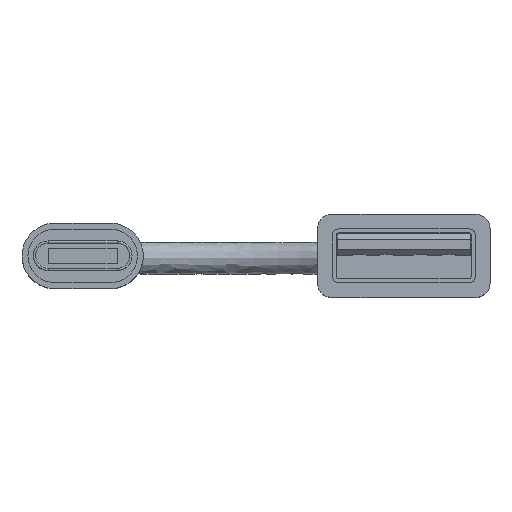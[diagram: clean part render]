
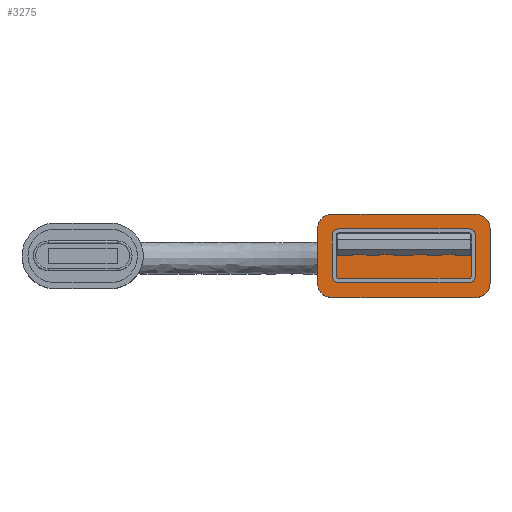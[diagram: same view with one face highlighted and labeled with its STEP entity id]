
A CAD part, top view. The second image highlights one B-rep face of the part: STEP entity #3275.
In plain terms, the highlighted planar face has unit normal (0, 0, 1).
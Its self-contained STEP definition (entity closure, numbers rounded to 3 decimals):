
#424=FACE_OUTER_BOUND('',#617,.T.);
#617=EDGE_LOOP('',(#2689,#2690,#2691,#2692,#2693,#2694,#2695,#2696));
#760=CIRCLE('',#3525,1.2);
#762=CIRCLE('',#3529,1.2);
#766=CIRCLE('',#3536,1.2);
#767=CIRCLE('',#3537,1.2);
#962=LINE('',#5188,#1264);
#973=LINE('',#5324,#1275);
#977=LINE('',#5336,#1279);
#981=LINE('',#5350,#1283);
#1264=VECTOR('',#4103,12.1);
#1275=VECTOR('',#4122,4.6);
#1279=VECTOR('',#4134,12.1);
#1283=VECTOR('',#4148,4.6);
#1550=VERTEX_POINT('',#5186);
#1551=VERTEX_POINT('',#5187);
#1578=VERTEX_POINT('',#5317);
#1580=VERTEX_POINT('',#5323);
#1582=VERTEX_POINT('',#5329);
#1584=VERTEX_POINT('',#5335);
#1588=VERTEX_POINT('',#5347);
#1589=VERTEX_POINT('',#5349);
#1935=EDGE_CURVE('',#1550,#1551,#962,.T.);
#1963=EDGE_CURVE('',#1578,#1550,#760,.T.);
#1966=EDGE_CURVE('',#1580,#1578,#973,.T.);
#1969=EDGE_CURVE('',#1582,#1580,#762,.T.);
#1972=EDGE_CURVE('',#1584,#1582,#977,.T.);
#1978=EDGE_CURVE('',#1588,#1551,#766,.T.);
#1979=EDGE_CURVE('',#1589,#1588,#981,.T.);
#1980=EDGE_CURVE('',#1584,#1589,#767,.T.);
#2689=ORIENTED_EDGE('',*,*,#1935,.T.);
#2690=ORIENTED_EDGE('',*,*,#1978,.F.);
#2691=ORIENTED_EDGE('',*,*,#1979,.F.);
#2692=ORIENTED_EDGE('',*,*,#1980,.F.);
#2693=ORIENTED_EDGE('',*,*,#1972,.T.);
#2694=ORIENTED_EDGE('',*,*,#1969,.T.);
#2695=ORIENTED_EDGE('',*,*,#1966,.T.);
#2696=ORIENTED_EDGE('',*,*,#1963,.T.);
#3144=PLANE('',#3535);
#3275=ADVANCED_FACE('',(#424),#3144,.F.);
#3525=AXIS2_PLACEMENT_3D('',#5318,#4115,#4116);
#3529=AXIS2_PLACEMENT_3D('',#5330,#4127,#4128);
#3535=AXIS2_PLACEMENT_3D('',#5346,#4144,#4145);
#3536=AXIS2_PLACEMENT_3D('',#5348,#4146,#4147);
#3537=AXIS2_PLACEMENT_3D('',#5351,#4149,#4150);
#4103=DIRECTION('',(-1.,0.,0.));
#4115=DIRECTION('center_axis',(0.,0.,1.));
#4116=DIRECTION('ref_axis',(-1.,0.,0.));
#4122=DIRECTION('',(0.,1.,0.));
#4127=DIRECTION('center_axis',(0.,0.,1.));
#4128=DIRECTION('ref_axis',(-1.,0.,0.));
#4134=DIRECTION('',(1.,0.,0.));
#4144=DIRECTION('center_axis',(0.,0.,-1.));
#4145=DIRECTION('ref_axis',(-1.,0.,0.));
#4146=DIRECTION('center_axis',(0.,0.,-1.));
#4147=DIRECTION('ref_axis',(1.,0.,0.));
#4148=DIRECTION('',(0.,1.,0.));
#4149=DIRECTION('center_axis',(0.,0.,-1.));
#4150=DIRECTION('ref_axis',(1.,0.,0.));
#5186=CARTESIAN_POINT('',(6.05,3.49,0.));
#5187=CARTESIAN_POINT('',(-6.05,3.49,0.));
#5188=CARTESIAN_POINT('',(6.05,3.49,0.));
#5317=CARTESIAN_POINT('',(7.25,2.29,0.));
#5318=CARTESIAN_POINT('Origin',(6.05,2.29,0.));
#5323=CARTESIAN_POINT('',(7.25,-2.31,0.));
#5324=CARTESIAN_POINT('',(7.25,-2.31,0.));
#5329=CARTESIAN_POINT('',(6.05,-3.51,0.));
#5330=CARTESIAN_POINT('Origin',(6.05,-2.31,0.));
#5335=CARTESIAN_POINT('',(-6.05,-3.51,0.));
#5336=CARTESIAN_POINT('',(-6.05,-3.51,0.));
#5346=CARTESIAN_POINT('Origin',(6.05,2.29,0.));
#5347=CARTESIAN_POINT('',(-7.25,2.29,0.));
#5348=CARTESIAN_POINT('Origin',(-6.05,2.29,0.));
#5349=CARTESIAN_POINT('',(-7.25,-2.31,0.));
#5350=CARTESIAN_POINT('',(-7.25,-2.31,0.));
#5351=CARTESIAN_POINT('Origin',(-6.05,-2.31,0.));
